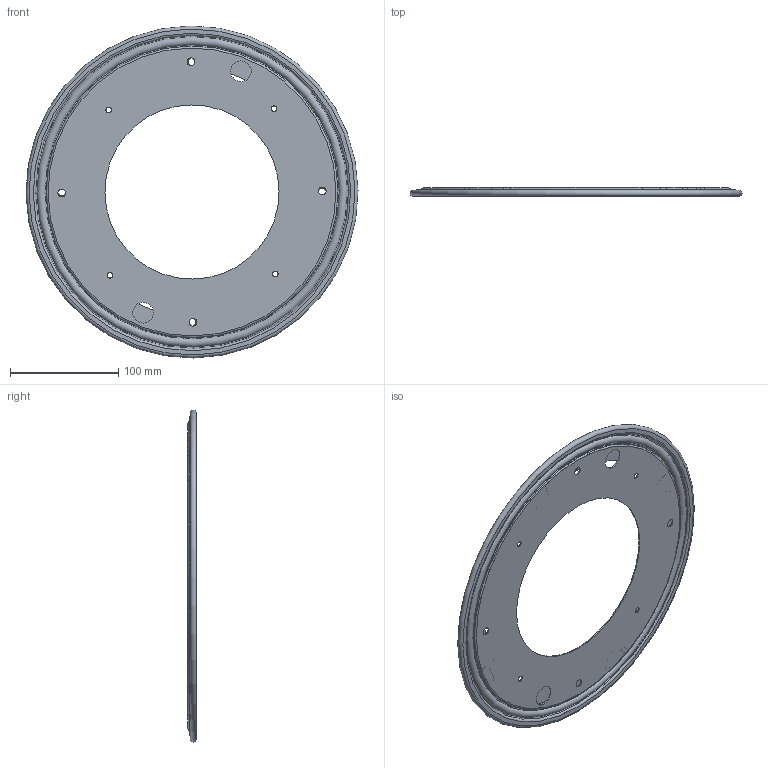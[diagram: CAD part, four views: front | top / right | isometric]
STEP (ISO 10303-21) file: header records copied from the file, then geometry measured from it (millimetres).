
FILE_DESCRIPTION(/* description */ (''),/* implementation_level */ '2;1');
FILE_NAME(/* name */ '12D10346.stp',/* time_stamp */ '2019-11-19T10:49:50-08:00',/* author */ ('Phillips Lenovo'),/* organization */ ('Autodesk Inc.'),/* preprocessor_version */ 'ST-DEVELOPER v18',/* originating_system */ 'Autodesk Inventor 2020',/* authorisation */ '');
FILE_SCHEMA (('AUTOMOTIVE_DESIGN { 1 0 10303 214 3 1 1 }'));
Length unit declared in the file: inch
Products named in the file (7): 12D10346; 12D7395; 5804-11_5804-11; BALLS12; 1087_1087; 6235_6235; 5819
Assembly tree (144 placements, depth 4):
  12D10346
    12D7395
      5804-11_5804-11
      BALLS12
        1087_1087  x136
      6235_6235
    5819  x4
Bounding box: 306.53 x 7.95 x 306.53 mm (x, y, z)
Volume: 101816.4 mm3; surface area: 218593.3 mm2
Topology: 154 solids, 154 shells, 382 faces, 1080 edges, 744 vertices
Faces by surface type: sphere 136, plane 114, cylinder 96, torus 20, bspline 8, cone 8
Full cylindrical faces by diameter (mm): 3.302 x4, 5.156 x8, 7.137 x8, 19.05 x2, 160.782 x1, 229.794 x1
Entity records: 6997 total; most frequent: DIRECTION 1344, CARTESIAN_POINT 1279, ORIENTED_EDGE 878, AXIS2_PLACEMENT_3D 599, EDGE_CURVE 439, VERTEX_POINT 318, CIRCLE 261, EDGE_LOOP 223
